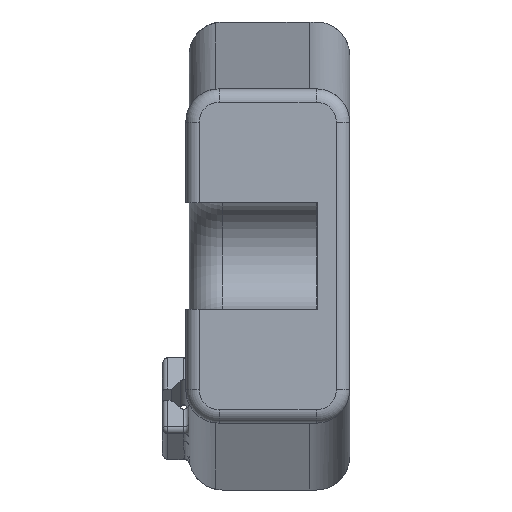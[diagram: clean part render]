
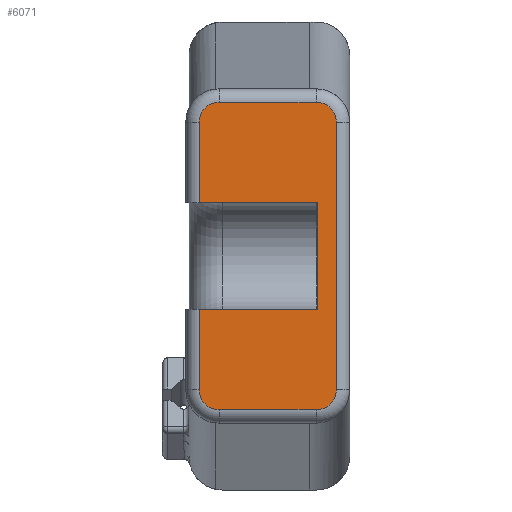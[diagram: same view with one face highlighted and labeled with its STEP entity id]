
A CAD part, left-side view. The second image highlights one B-rep face of the part: STEP entity #6071.
In plain terms, the highlighted planar face has unit normal (-1, 0, 0).
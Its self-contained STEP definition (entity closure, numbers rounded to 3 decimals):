
#251=FACE_OUTER_BOUND('',#598,.T.);
#598=EDGE_LOOP('',(#4279,#4280,#4281,#4282,#4283,#4284,#4285,#4286,#4287,
#4288,#4289,#4290));
#1013=CIRCLE('',#6451,3.);
#1014=CIRCLE('',#6452,3.);
#1015=CIRCLE('',#6453,3.);
#1016=CIRCLE('',#6454,3.);
#1257=LINE('',#8949,#1926);
#1372=LINE('',#9194,#2041);
#1373=LINE('',#9195,#2042);
#1374=LINE('',#9197,#2043);
#1375=LINE('',#9199,#2044);
#1376=LINE('',#9203,#2045);
#1377=LINE('',#9207,#2046);
#1378=LINE('',#9210,#2047);
#1926=VECTOR('',#7129,16.);
#2041=VECTOR('',#7278,12.);
#2042=VECTOR('',#7279,17.7);
#2043=VECTOR('',#7280,17.7);
#2044=VECTOR('',#7281,12.);
#2045=VECTOR('',#7284,14.5);
#2046=VECTOR('',#7287,40.);
#2047=VECTOR('',#7290,14.5);
#2605=VERTEX_POINT('',#8946);
#2606=VERTEX_POINT('',#8948);
#2717=VERTEX_POINT('',#9190);
#2718=VERTEX_POINT('',#9191);
#2719=VERTEX_POINT('',#9193);
#2720=VERTEX_POINT('',#9196);
#2721=VERTEX_POINT('',#9198);
#2722=VERTEX_POINT('',#9200);
#2723=VERTEX_POINT('',#9202);
#2724=VERTEX_POINT('',#9204);
#2725=VERTEX_POINT('',#9206);
#2726=VERTEX_POINT('',#9208);
#3207=EDGE_CURVE('',#2605,#2606,#1257,.T.);
#3330=EDGE_CURVE('',#2717,#2718,#1013,.F.);
#3331=EDGE_CURVE('',#2718,#2719,#1372,.T.);
#3332=EDGE_CURVE('',#2719,#2606,#1373,.T.);
#3333=EDGE_CURVE('',#2720,#2605,#1374,.T.);
#3334=EDGE_CURVE('',#2720,#2721,#1375,.T.);
#3335=EDGE_CURVE('',#2721,#2722,#1014,.F.);
#3336=EDGE_CURVE('',#2722,#2723,#1376,.T.);
#3337=EDGE_CURVE('',#2723,#2724,#1015,.F.);
#3338=EDGE_CURVE('',#2724,#2725,#1377,.F.);
#3339=EDGE_CURVE('',#2725,#2726,#1016,.F.);
#3340=EDGE_CURVE('',#2726,#2717,#1378,.F.);
#4279=ORIENTED_EDGE('',*,*,#3330,.T.);
#4280=ORIENTED_EDGE('',*,*,#3331,.T.);
#4281=ORIENTED_EDGE('',*,*,#3332,.T.);
#4282=ORIENTED_EDGE('',*,*,#3207,.F.);
#4283=ORIENTED_EDGE('',*,*,#3333,.F.);
#4284=ORIENTED_EDGE('',*,*,#3334,.T.);
#4285=ORIENTED_EDGE('',*,*,#3335,.T.);
#4286=ORIENTED_EDGE('',*,*,#3336,.T.);
#4287=ORIENTED_EDGE('',*,*,#3337,.T.);
#4288=ORIENTED_EDGE('',*,*,#3338,.T.);
#4289=ORIENTED_EDGE('',*,*,#3339,.T.);
#4290=ORIENTED_EDGE('',*,*,#3340,.T.);
#5852=PLANE('',#6450);
#6071=ADVANCED_FACE('',(#251),#5852,.F.);
#6450=AXIS2_PLACEMENT_3D('',#9189,#7274,#7275);
#6451=AXIS2_PLACEMENT_3D('',#9192,#7276,#7277);
#6452=AXIS2_PLACEMENT_3D('',#9201,#7282,#7283);
#6453=AXIS2_PLACEMENT_3D('',#9205,#7285,#7286);
#6454=AXIS2_PLACEMENT_3D('',#9209,#7288,#7289);
#7129=DIRECTION('',(0.,0.,1.));
#7274=DIRECTION('center_axis',(1.,0.,0.));
#7275=DIRECTION('ref_axis',(0.,0.,-1.));
#7276=DIRECTION('center_axis',(1.,0.,0.));
#7277=DIRECTION('ref_axis',(0.,0.,-1.));
#7278=DIRECTION('',(0.,0.,-1.));
#7279=DIRECTION('',(0.,-1.,0.));
#7280=DIRECTION('',(0.,-1.,0.));
#7281=DIRECTION('',(0.,0.,-1.));
#7282=DIRECTION('center_axis',(1.,0.,0.));
#7283=DIRECTION('ref_axis',(0.,0.,-1.));
#7284=DIRECTION('',(0.,-1.,0.));
#7285=DIRECTION('center_axis',(1.,0.,0.));
#7286=DIRECTION('ref_axis',(0.,0.,-1.));
#7287=DIRECTION('',(0.,0.,-1.));
#7288=DIRECTION('center_axis',(1.,0.,0.));
#7289=DIRECTION('ref_axis',(0.,0.,-1.));
#7290=DIRECTION('',(0.,-1.,0.));
#8946=CARTESIAN_POINT('',(-65.085,4.8,-8.));
#8948=CARTESIAN_POINT('',(-65.085,4.8,8.));
#8949=CARTESIAN_POINT('',(-65.085,4.8,-8.));
#9189=CARTESIAN_POINT('Origin',(-65.085,0.,25.));
#9190=CARTESIAN_POINT('',(-65.085,19.5,23.));
#9191=CARTESIAN_POINT('',(-65.085,22.5,20.));
#9192=CARTESIAN_POINT('Origin',(-65.085,19.5,20.));
#9193=CARTESIAN_POINT('',(-65.085,22.5,8.));
#9194=CARTESIAN_POINT('',(-65.085,22.5,20.));
#9195=CARTESIAN_POINT('',(-65.085,22.5,8.));
#9196=CARTESIAN_POINT('',(-65.085,22.5,-8.));
#9197=CARTESIAN_POINT('',(-65.085,22.5,-8.));
#9198=CARTESIAN_POINT('',(-65.085,22.5,-20.));
#9199=CARTESIAN_POINT('',(-65.085,22.5,-8.));
#9200=CARTESIAN_POINT('',(-65.085,19.5,-23.));
#9201=CARTESIAN_POINT('Origin',(-65.085,19.5,-20.));
#9202=CARTESIAN_POINT('',(-65.085,5.,-23.));
#9203=CARTESIAN_POINT('',(-65.085,19.5,-23.));
#9204=CARTESIAN_POINT('',(-65.085,2.,-20.));
#9205=CARTESIAN_POINT('Origin',(-65.085,5.,-20.));
#9206=CARTESIAN_POINT('',(-65.085,2.,20.));
#9207=CARTESIAN_POINT('',(-65.085,2.,20.));
#9208=CARTESIAN_POINT('',(-65.085,5.,23.));
#9209=CARTESIAN_POINT('Origin',(-65.085,5.,20.));
#9210=CARTESIAN_POINT('',(-65.085,19.5,23.));
